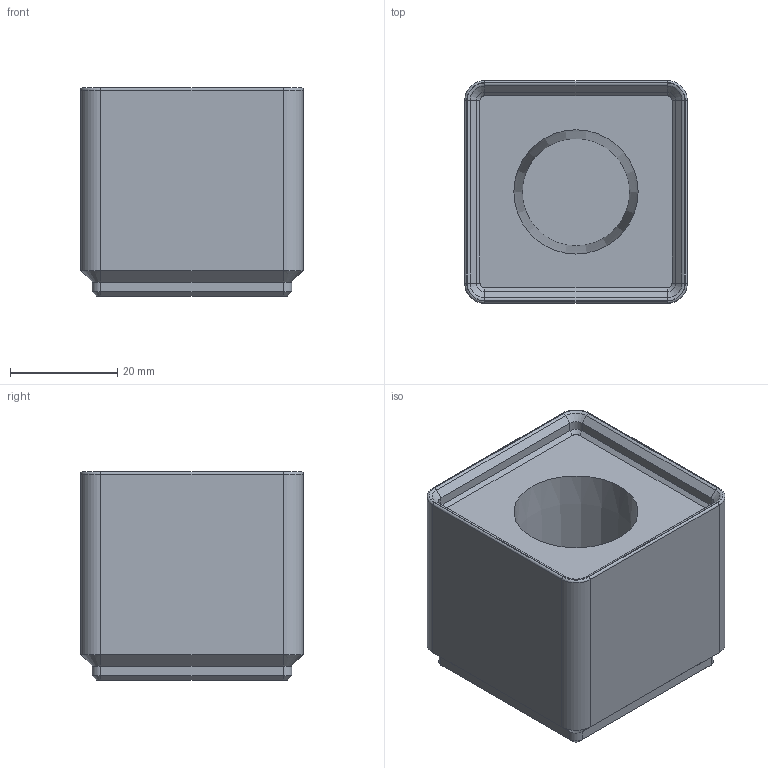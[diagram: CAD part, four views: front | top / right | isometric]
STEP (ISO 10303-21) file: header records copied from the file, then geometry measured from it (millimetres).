
FILE_DESCRIPTION(('Open CASCADE Model'),'2;1');
FILE_NAME('Open CASCADE Shape Model','2023-01-01T09:24:11',('Author'),( 'Open CASCADE'),'Open CASCADE STEP processor 7.5','Open CASCADE 7.5' ,'Unknown');
FILE_SCHEMA(('AUTOMOTIVE_DESIGN { 1 0 10303 214 1 1 1 1 }'));
Length unit declared in the file: millimetre
Products named in the file (1): Open CASCADE STEP translator 7.5 30
Bounding box: 41.5 x 41.5 x 38.8 mm (x, y, z)
Volume: 48204.7 mm3; surface area: 11932.9 mm2
Topology: 1 solids, 1 shells, 114 faces, 259 edges, 154 vertices
Faces by surface type: plane 61, cylinder 28, cone 17, torus 8
Full cylindrical faces by diameter (mm): 3 x4, 6.5 x4
Entity records: 6420 total; most frequent: CARTESIAN_POINT 1200, DIRECTION 979, ORIENTED_EDGE 518, PCURVE 518, DEFINITIONAL_REPRESENTATION 518, LINE 475, VECTOR 475, EDGE_CURVE 259
